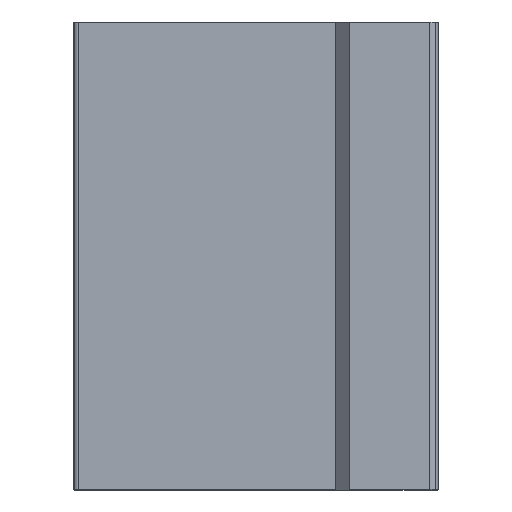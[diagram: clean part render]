
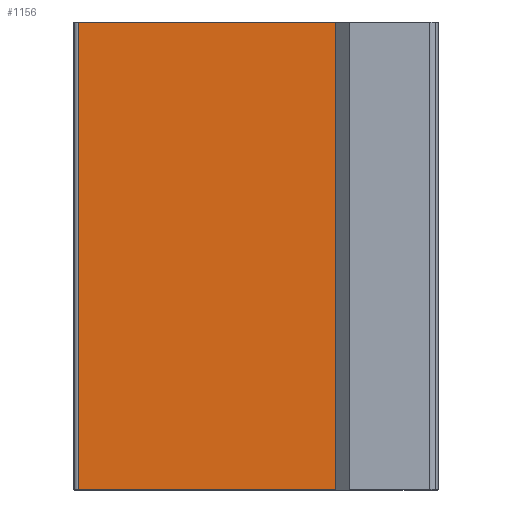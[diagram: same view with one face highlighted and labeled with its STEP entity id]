
A CAD part, left-side view. The second image highlights one B-rep face of the part: STEP entity #1156.
In plain terms, the highlighted planar face has unit normal (-1, 0, 0).
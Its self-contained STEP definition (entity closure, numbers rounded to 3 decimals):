
#376 = DIRECTION ( 'NONE',  ( -1., 0., 0. ) ) ;
#1156 = ADVANCED_FACE ( 'NONE', ( #4743 ), #11233, .T. ) ;
#1394 = DIRECTION ( 'NONE',  ( 0., 1., 0. ) ) ;
#1453 = VECTOR ( 'NONE', #2900, 1000. ) ;
#1804 = EDGE_CURVE ( 'NONE', #9194, #8235, #4871, .T. ) ;
#2056 = ORIENTED_EDGE ( 'NONE', *, *, #1804, .F. ) ;
#2353 = VECTOR ( 'NONE', #7929, 1000. ) ;
#2423 = ORIENTED_EDGE ( 'NONE', *, *, #10193, .F. ) ;
#2857 = VERTEX_POINT ( 'NONE', #10244 ) ;
#2900 = DIRECTION ( 'NONE',  ( 0., -1., 0. ) ) ;
#3067 = ORIENTED_EDGE ( 'NONE', *, *, #8253, .T. ) ;
#3302 = VECTOR ( 'NONE', #5660, 1000. ) ;
#3756 = LINE ( 'NONE', #7345, #3302 ) ;
#4536 = CARTESIAN_POINT ( 'NONE',  ( -22.5, 11., 49.9 ) ) ;
#4743 = FACE_OUTER_BOUND ( 'NONE', #7023, .T. ) ;
#4871 = LINE ( 'NONE', #6559, #1453 ) ;
#5660 = DIRECTION ( 'NONE',  ( 0., 0., 1. ) ) ;
#6056 = CARTESIAN_POINT ( 'NONE',  ( -22.5, 28.949, 0.1 ) ) ;
#6559 = CARTESIAN_POINT ( 'NONE',  ( -22.5, 28.949, 49.9 ) ) ;
#6665 = AXIS2_PLACEMENT_3D ( 'NONE', #7695, #376, #1394 ) ;
#7023 = EDGE_LOOP ( 'NONE', ( #2423, #7646, #3067, #2056 ) ) ;
#7345 = CARTESIAN_POINT ( 'NONE',  ( -22.5, 11., 0. ) ) ;
#7646 = ORIENTED_EDGE ( 'NONE', *, *, #11664, .F. ) ;
#7695 = CARTESIAN_POINT ( 'NONE',  ( -22.5, 39., 0. ) ) ;
#7929 = DIRECTION ( 'NONE',  ( 0., 1., 0. ) ) ;
#7994 = LINE ( 'NONE', #6056, #2353 ) ;
#8235 = VERTEX_POINT ( 'NONE', #4536 ) ;
#8253 = EDGE_CURVE ( 'NONE', #9812, #8235, #3756, .T. ) ;
#8418 = CARTESIAN_POINT ( 'NONE',  ( -22.5, 11., 0.1 ) ) ;
#8886 = LINE ( 'NONE', #10126, #11692 ) ;
#9115 = DIRECTION ( 'NONE',  ( 0., 0., 1. ) ) ;
#9194 = VERTEX_POINT ( 'NONE', #11122 ) ;
#9812 = VERTEX_POINT ( 'NONE', #8418 ) ;
#10126 = CARTESIAN_POINT ( 'NONE',  ( -22.5, 38.5, 0. ) ) ;
#10193 = EDGE_CURVE ( 'NONE', #2857, #9194, #8886, .T. ) ;
#10244 = CARTESIAN_POINT ( 'NONE',  ( -22.5, 38.5, 0.1 ) ) ;
#11122 = CARTESIAN_POINT ( 'NONE',  ( -22.5, 38.5, 49.9 ) ) ;
#11233 = PLANE ( 'NONE',  #6665 ) ;
#11664 = EDGE_CURVE ( 'NONE', #9812, #2857, #7994, .T. ) ;
#11692 = VECTOR ( 'NONE', #9115, 1000. ) ;
